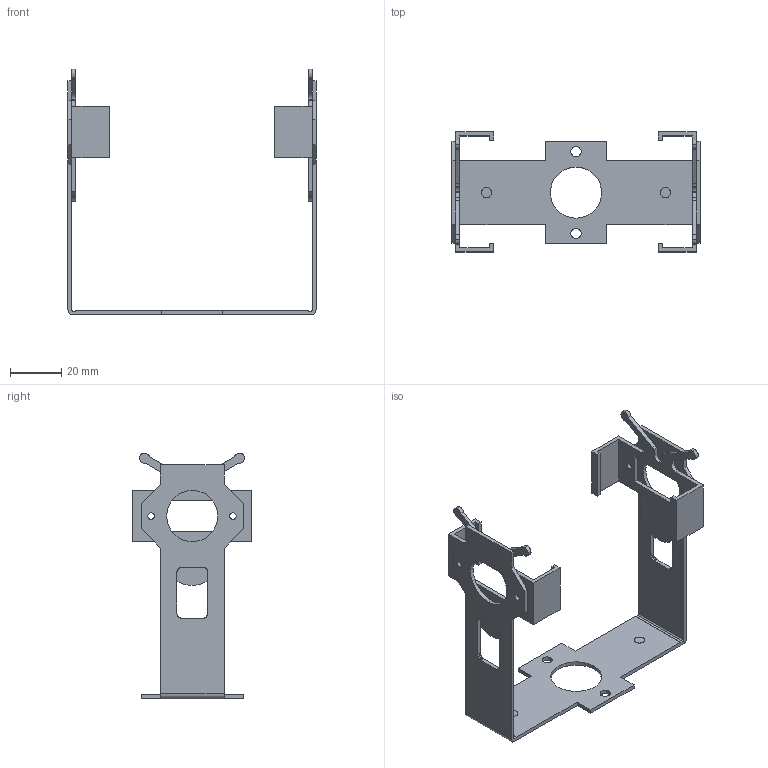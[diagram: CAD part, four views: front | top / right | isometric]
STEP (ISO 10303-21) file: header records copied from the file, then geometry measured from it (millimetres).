
FILE_DESCRIPTION (( 'STEP AP214' ), '1' );
FILE_NAME ('DPM-BKT1.STEP', '2025-03-13T15:34:02', ( '' ), ( '' ), 'SwSTEP 2.0', 'SolidWorks 2021', '' );
FILE_SCHEMA (( 'AUTOMOTIVE_DESIGN' ));
Length unit declared in the file: inch
Products named in the file (1): DPM-BKT1
Bounding box: 97 x 46.9 x 96.14 mm (x, y, z)
Volume: 14910.2 mm3; surface area: 22128 mm2
Topology: 3 solids, 3 shells, 547 faces, 1617 edges, 1078 vertices
Faces by surface type: plane 482, cylinder 65
Entity records: 18131 total; most frequent: CARTESIAN_POINT 3243, ORIENTED_EDGE 3234, DIRECTION 2843, EDGE_CURVE 1617, LINE 1487, VECTOR 1487, VERTEX_POINT 1078, AXIS2_PLACEMENT_3D 678
